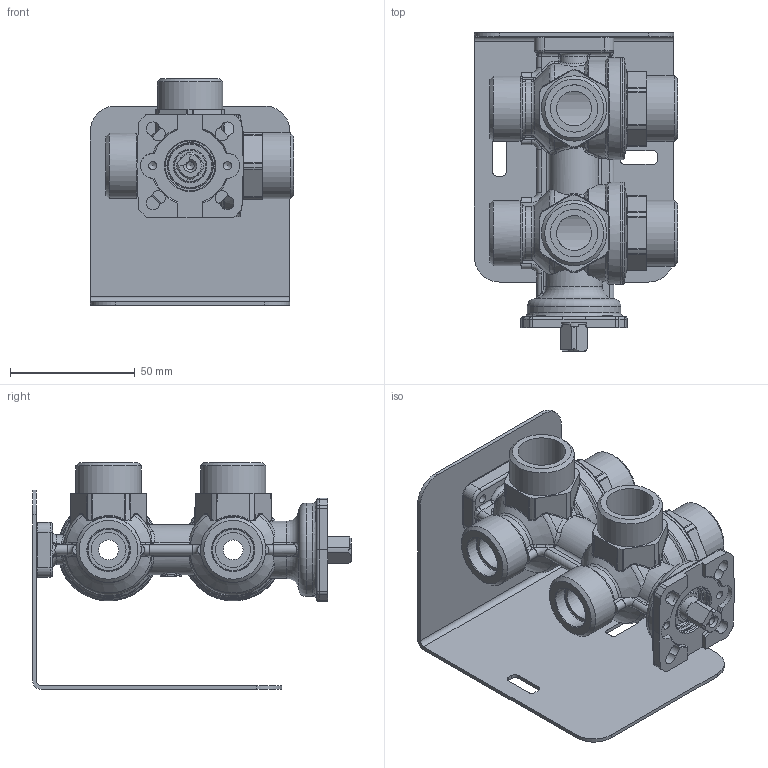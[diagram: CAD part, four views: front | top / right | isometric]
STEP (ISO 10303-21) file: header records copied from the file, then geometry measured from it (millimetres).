
FILE_DESCRIPTION(/* description */ ('Unknown'),/* implementation_level */ '2;1');
FILE_NAME(/* name */ '6-way_DN15_Kv1,25_Flat_ends',/* time_stamp */ '2017-09-04T10:06:56+02:00',/* author */ ('Unknown'),/* organization */ ('Unknown'),/* preprocessor_version */ 'ST-DEVELOPER v16.7',/* originating_system */ 'DEX',/* authorisation */ $);
FILE_SCHEMA (('AUTOMOTIVE_DESIGN {1 0 10303 214 3 1 1}'));
Products named in the file (1): 6-way_DN15_Kv1,25_Flat_ends
Bounding box: 81.5 x 127.95 x 91 mm (x, y, z)
Volume: 115979.9 mm3; surface area: 77022 mm2
Topology: 2 solids, 5 shells, 1034 faces, 2642 edges, 1668 vertices
Faces by surface type: plane 389, cylinder 252, bspline 226, torus 83, cone 82, sphere 2
Full cylindrical faces by diameter (mm): 3.2 x1, 3.3 x2, 3.5 x4, 4.5 x2, 7 x1, 8 x4, 10 x1, 13 x1, 13.3 x2, 14 x6, 14.5 x1, 14.55 x1, 15 x5, 15.1 x1, 15.95 x2, 17 x4, 17.9 x3, 18 x1, 19 x2, 20 x2, 21 x1, 26.2 x4, 26.4 x2, 30 x2, 33 x2, 35 x2, 35.3 x2, 37.5 x1, 38 x2, 38.1 x2
Entity records: 42997 total; most frequent: CARTESIAN_POINT 20801, ORIENTED_EDGE 4912, DIRECTION 4009, EDGE_CURVE 2456, AXIS2_PLACEMENT_3D 1665, VERTEX_POINT 1620, FACE_BOUND 1252, EDGE_LOOP 1248
